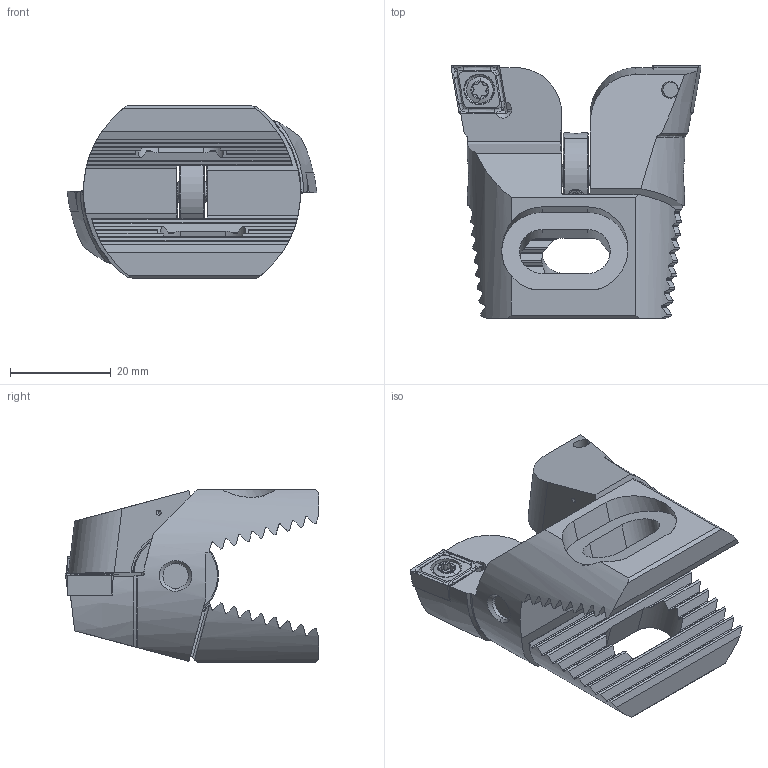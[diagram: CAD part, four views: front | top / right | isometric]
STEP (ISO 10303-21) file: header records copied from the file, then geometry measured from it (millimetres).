
FILE_DESCRIPTION (( 'STEP AP203' ), '1' );
FILE_NAME ('D34.039.051.009.STEP', '2018-03-05T14:17:44', ( 'SWIAdmin' ), ( 'Hewlett-Packard Company' ), 'SwSTEP 2.0', 'SolidWorks 2017', '' );
FILE_SCHEMA (( 'CONFIG_CONTROL_DESIGN' ));
Length unit declared in the file: millimetre
Products named in the file (8): Z42-ER3.001.040_A; Z42-WCB.001.028_A; Z42-ER3.002.005_A; WCB-ER2.001.009_A; ISO 4026 - M3 x 5; CCMT09T304; Z42-ER3.000.040; D34.039.051.009
Assembly tree (12 placements, depth 3):
  D34.039.051.009
    Z42-WCB.001.028_A  x2
    WCB-ER2.001.009_A  x2
    CCMT09T304  x2
    Z42-ER3.000.040
      Z42-ER3.001.040_A
      Z42-ER3.002.005_A
      ISO 4026 - M3 x 5  x3
Bounding box: 49.5 x 50.1 x 34.2 mm (x, y, z)
Volume: 27941.5 mm3; surface area: 14559.2 mm2
Topology: 11 solids, 11 shells, 525 faces, 1388 edges, 867 vertices
Faces by surface type: plane 205, cylinder 170, cone 96, torus 26, bspline 24, sphere 4
Entity records: 10327 total; most frequent: CARTESIAN_POINT 2892, ORIENTED_EDGE 1454, DIRECTION 1249, EDGE_CURVE 727, AXIS2_PLACEMENT_3D 472, VERTEX_POINT 461, VECTOR 305, LINE 305
